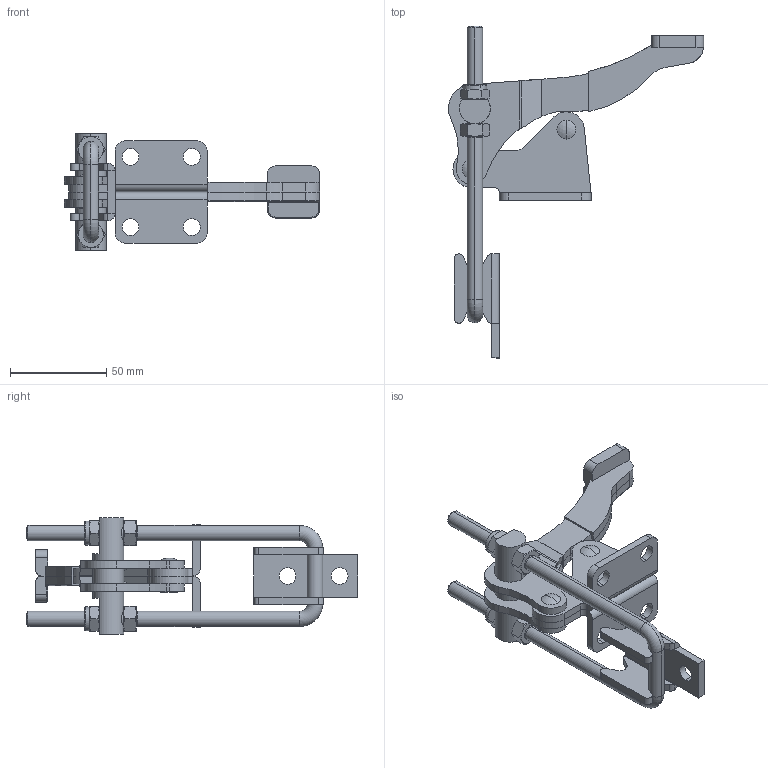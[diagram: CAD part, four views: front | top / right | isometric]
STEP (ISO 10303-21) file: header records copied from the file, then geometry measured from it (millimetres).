
FILE_DESCRIPTION (( 'STEP AP214' ), '1' );
FILE_NAME ('GH-40344(Â²¤Æ).STEP', '2020-07-08T05:24:43', ( 'LinWei' ), ( '' ), 'SwSTEP 2.0', 'SolidWorks 2016', '' );
FILE_SCHEMA (( 'AUTOMOTIVE_DESIGN' ));
Length unit declared in the file: millimetre
Products named in the file (6): 44034444-1^GH-40344(簡化); 14034414-1^GH-40344(簡化); Group3^GH-40344(簡化); Group2^GH-40344(簡化); Group1^GH-40344(簡化); GH-40344(簡化)
Assembly tree (5 placements, depth 2):
  GH-40344(簡化)
    Group1^GH-40344(簡化)
    Group2^GH-40344(簡化)
    Group3^GH-40344(簡化)
    14034414-1^GH-40344(簡化)
    44034444-1^GH-40344(簡化)
Bounding box: 132.4 x 172.25 x 60.3 mm (x, y, z)
Volume: 90786.9 mm3; surface area: 51816.9 mm2
Topology: 8 solids, 8 shells, 435 faces, 1035 edges, 626 vertices
Faces by surface type: cylinder 178, plane 168, cone 48, torus 19, bspline 18, sphere 4
Entity records: 15360 total; most frequent: CARTESIAN_POINT 3253, DIRECTION 2160, ORIENTED_EDGE 2070, EDGE_CURVE 1035, AXIS2_PLACEMENT_3D 832, VERTEX_POINT 626, LINE 496, VECTOR 496
